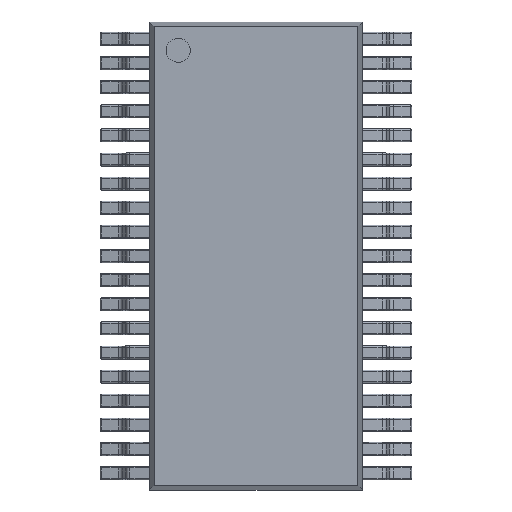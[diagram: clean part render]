
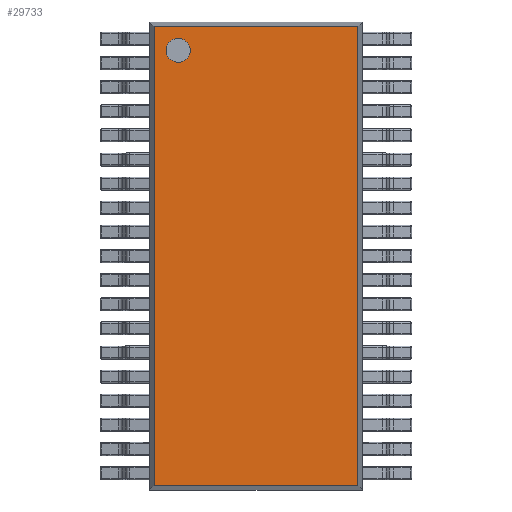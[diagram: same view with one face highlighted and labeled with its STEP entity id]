
A CAD part, top view. The second image highlights one B-rep face of the part: STEP entity #29733.
In plain terms, the highlighted planar face has unit normal (0, 0, 1).
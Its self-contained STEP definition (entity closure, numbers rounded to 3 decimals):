
#24 = VERTEX_POINT('',#25);
#25 = CARTESIAN_POINT('',(-1.312,4.239,1.423)
  );
#31 = EDGE_CURVE('',#32,#24,#34,.T.);
#32 = VERTEX_POINT('',#33);
#33 = CARTESIAN_POINT('',(-1.812,4.239,1.423)
  );
#34 = CIRCLE('',#35,0.25);
#35 = AXIS2_PLACEMENT_3D('',#36,#37,#38);
#36 = CARTESIAN_POINT('',(-1.562,4.239,1.423)
  );
#37 = DIRECTION('',(0.,0.,1.));
#38 = DIRECTION('',(1.,0.,0.));
#29733 = ADVANCED_FACE('',(#29734,#29744),#29778,.F.);
#29734 = FACE_BOUND('',#29735,.T.);
#29735 = EDGE_LOOP('',(#29736,#29743));
#29736 = ORIENTED_EDGE('',*,*,#29737,.F.);
#29737 = EDGE_CURVE('',#24,#32,#29738,.T.);
#29738 = CIRCLE('',#29739,0.25);
#29739 = AXIS2_PLACEMENT_3D('',#29740,#29741,#29742);
#29740 = CARTESIAN_POINT('',(-1.562,4.239,
    1.423));
#29741 = DIRECTION('',(0.,0.,1.));
#29742 = DIRECTION('',(1.,0.,0.));
#29743 = ORIENTED_EDGE('',*,*,#31,.F.);
#29744 = FACE_BOUND('',#29745,.T.);
#29745 = EDGE_LOOP('',(#29746,#29756,#29764,#29772));
#29746 = ORIENTED_EDGE('',*,*,#29747,.T.);
#29747 = EDGE_CURVE('',#29748,#29750,#29752,.T.);
#29748 = VERTEX_POINT('',#29749);
#29749 = CARTESIAN_POINT('',(2.162,4.739,1.423
    ));
#29750 = VERTEX_POINT('',#29751);
#29751 = CARTESIAN_POINT('',(-2.062,4.739,
    1.423));
#29752 = LINE('',#29753,#29754);
#29753 = CARTESIAN_POINT('',(2.25,4.739,
    1.423));
#29754 = VECTOR('',#29755,1.);
#29755 = DIRECTION('',(-1.,0.,0.));
#29756 = ORIENTED_EDGE('',*,*,#29757,.T.);
#29757 = EDGE_CURVE('',#29750,#29758,#29760,.T.);
#29758 = VERTEX_POINT('',#29759);
#29759 = CARTESIAN_POINT('',(-2.062,-4.785,
    1.423));
#29760 = LINE('',#29761,#29762);
#29761 = CARTESIAN_POINT('',(-2.062,-4.873,
    1.423));
#29762 = VECTOR('',#29763,1.);
#29763 = DIRECTION('',(0.,-1.,0.));
#29764 = ORIENTED_EDGE('',*,*,#29765,.T.);
#29765 = EDGE_CURVE('',#29758,#29766,#29768,.T.);
#29766 = VERTEX_POINT('',#29767);
#29767 = CARTESIAN_POINT('',(2.162,-4.785,
    1.423));
#29768 = LINE('',#29769,#29770);
#29769 = CARTESIAN_POINT('',(2.25,-4.785,
    1.423));
#29770 = VECTOR('',#29771,1.);
#29771 = DIRECTION('',(1.,0.,0.));
#29772 = ORIENTED_EDGE('',*,*,#29773,.T.);
#29773 = EDGE_CURVE('',#29766,#29748,#29774,.T.);
#29774 = LINE('',#29775,#29776);
#29775 = CARTESIAN_POINT('',(2.162,4.827,1.423
    ));
#29776 = VECTOR('',#29777,1.);
#29777 = DIRECTION('',(0.,1.,0.));
#29778 = PLANE('',#29779);
#29779 = AXIS2_PLACEMENT_3D('',#29780,#29781,#29782);
#29780 = CARTESIAN_POINT('',(2.25,-4.873,
    1.423));
#29781 = DIRECTION('',(0.,0.,-1.));
#29782 = DIRECTION('',(-1.,0.,0.));
